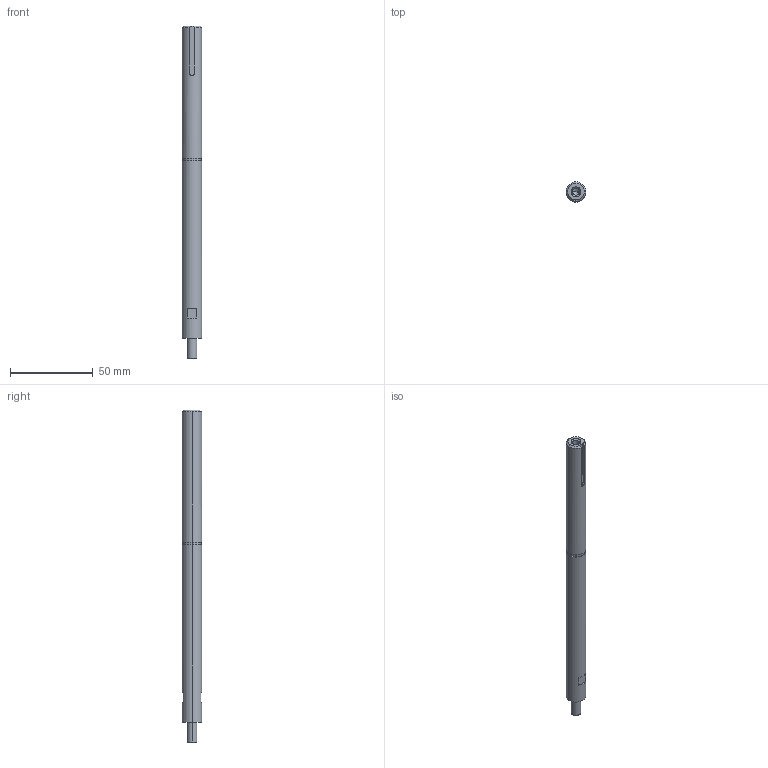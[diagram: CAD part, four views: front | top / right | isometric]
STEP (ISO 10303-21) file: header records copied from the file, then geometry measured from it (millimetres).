
FILE_DESCRIPTION (( 'STEP AP203' ), '1' );
FILE_NAME ('drive motor shaft.STEP', '2017-03-13T00:21:25', ( '' ), ( '' ), 'SwSTEP 2.0', 'SolidWorks 2015', '' );
FILE_SCHEMA (( 'CONFIG_CONTROL_DESIGN' ));
Length unit declared in the file: millimetre
Products named in the file (1): drive motor shaft
Bounding box: 12 x 12 x 201 mm (x, y, z)
Volume: 21257.5 mm3; surface area: 7880.3 mm2
Topology: 1 solids, 1 shells, 39 faces, 89 edges, 56 vertices
Faces by surface type: plane 17, cylinder 15, cone 7
Entity records: 1233 total; most frequent: CARTESIAN_POINT 267, DIRECTION 194, ORIENTED_EDGE 174, EDGE_CURVE 87, AXIS2_PLACEMENT_3D 75, VERTEX_POINT 56, EDGE_LOOP 45, VECTOR 44
